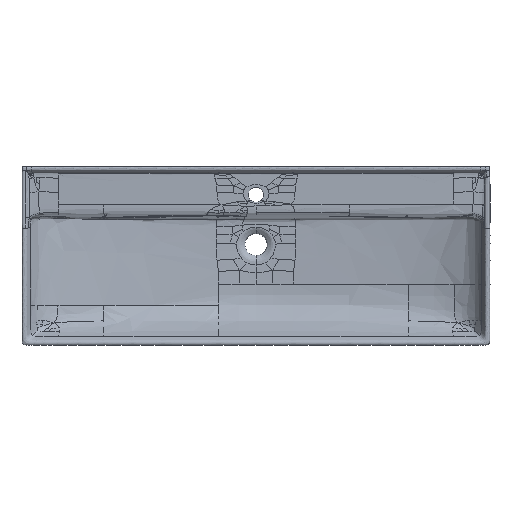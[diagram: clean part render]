
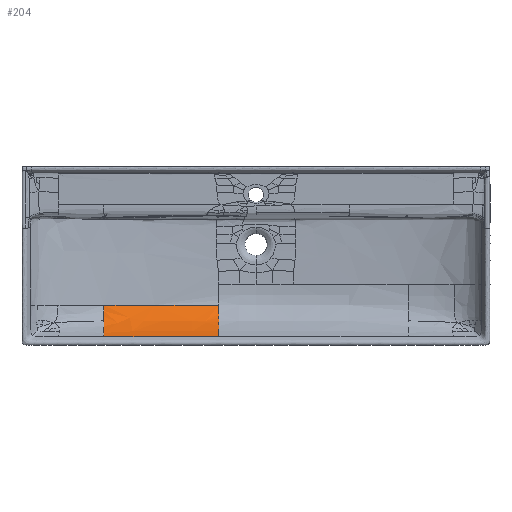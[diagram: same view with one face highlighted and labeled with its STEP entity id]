
A CAD part, top view. The second image highlights one B-rep face of the part: STEP entity #204.
In plain terms, the highlighted free-form (B-spline) face has degree [3, 3] with [7, 9] control points.
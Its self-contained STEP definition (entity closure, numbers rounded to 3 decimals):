
#204=ADVANCED_FACE('',(#452),#3898,.T.);
#452=FACE_OUTER_BOUND('',#700,.T.);
#700=EDGE_LOOP('',(#1698,#1699,#1700,#1701,#1702));
#1698=ORIENTED_EDGE('',*,*,#2249,.F.);
#1699=ORIENTED_EDGE('',*,*,#2140,.F.);
#1700=ORIENTED_EDGE('',*,*,#2120,.T.);
#1701=ORIENTED_EDGE('',*,*,#2119,.T.);
#1702=ORIENTED_EDGE('',*,*,#2122,.T.);
#2119=EDGE_CURVE('',#3444,#3443,#2762,.T.);
#2120=EDGE_CURVE('',#3660,#3444,#2763,.T.);
#2122=EDGE_CURVE('',#3443,#3646,#2765,.T.);
#2140=EDGE_CURVE('',#3660,#3645,#2783,.T.);
#2249=EDGE_CURVE('',#3645,#3646,#2892,.T.);
#2762=B_SPLINE_CURVE_WITH_KNOTS('',3,(#31798,#31799,#31800,#31801,#31802,
#31803,#31804,#31805,#31806),.UNSPECIFIED.,.F.,.F.,(4,1,1,1,1,1,4),(0.,
0.5,1.,1.25,1.5,1.75,2.),.UNSPECIFIED.);
#2763=B_SPLINE_CURVE_WITH_KNOTS('',3,(#31807,#31808,#31809,#31810,#31811,
#31812,#31813,#31814,#31815,#31816,#31817),.UNSPECIFIED.,.F.,.F.,(4,1,1,
1,3,1,4),(-1.,-0.917,-0.833,-0.75,-0.667,
-0.333,0.),.UNSPECIFIED.);
#2765=B_SPLINE_CURVE_WITH_KNOTS('',3,(#31827,#31828,#31829,#31830,#31831,
#31832,#31833),.UNSPECIFIED.,.F.,.F.,(4,1,1,1,4),(0.,0.25,0.5,0.75,1.),
 .UNSPECIFIED.);
#2783=B_SPLINE_CURVE_WITH_KNOTS('',3,(#31959,#31960,#31961,#31962,#31963,
#31964,#31965,#31966,#31967),.UNSPECIFIED.,.F.,.F.,(4,1,1,1,1,1,4),(0.,
0.167,0.333,0.5,0.667,0.833,
1.),.UNSPECIFIED.);
#2892=B_SPLINE_CURVE_WITH_KNOTS('',3,(#32825,#32826,#32827,#32828,#32829,
#32830,#32831,#32832),.UNSPECIFIED.,.F.,.F.,(4,3,1,4),(0.,0.333,
0.667,1.),.UNSPECIFIED.);
#3443=VERTEX_POINT('',#30782);
#3444=VERTEX_POINT('',#30783);
#3645=VERTEX_POINT('',#30984);
#3646=VERTEX_POINT('',#30985);
#3660=VERTEX_POINT('',#30999);
#3898=B_SPLINE_SURFACE_WITH_KNOTS('',3,3,((#21368,#21369,#21370,#21371,
#21372,#21373,#21374,#21375,#21376),(#21377,#21378,#21379,#21380,#21381,
#21382,#21383,#21384,#21385),(#21386,#21387,#21388,#21389,#21390,#21391,
#21392,#21393,#21394),(#21395,#21396,#21397,#21398,#21399,#21400,#21401,
#21402,#21403),(#21404,#21405,#21406,#21407,#21408,#21409,#21410,#21411,
#21412),(#21413,#21414,#21415,#21416,#21417,#21418,#21419,#21420,#21421),
(#21422,#21423,#21424,#21425,#21426,#21427,#21428,#21429,#21430)),
 .UNSPECIFIED.,.F.,.F.,.F.,(4,1,1,1,4),(4,1,1,1,1,1,4),(-2.,-1.,0.,1.,2.),
(-2.,-1.,0.,1.,2.,3.,4.),.UNSPECIFIED.);
#21368=CARTESIAN_POINT('',(-325.248,-363.446,144.287));
#21369=CARTESIAN_POINT('',(-325.248,-362.225,141.986));
#21370=CARTESIAN_POINT('',(-325.248,-359.28,136.091));
#21371=CARTESIAN_POINT('',(-325.249,-352.59,124.183));
#21372=CARTESIAN_POINT('',(-325.252,-342.862,110.021));
#21373=CARTESIAN_POINT('',(-325.255,-330.209,96.407));
#21374=CARTESIAN_POINT('',(-325.257,-314.742,86.145));
#21375=CARTESIAN_POINT('',(-325.256,-302.673,81.804));
#21376=CARTESIAN_POINT('',(-325.256,-296.229,80.326));
#21377=CARTESIAN_POINT('',(-305.673,-363.445,144.287));
#21378=CARTESIAN_POINT('',(-305.673,-362.224,141.986));
#21379=CARTESIAN_POINT('',(-305.673,-359.278,136.091));
#21380=CARTESIAN_POINT('',(-305.673,-352.562,124.025));
#21381=CARTESIAN_POINT('',(-305.675,-342.756,109.387));
#21382=CARTESIAN_POINT('',(-305.677,-330.032,95.11));
#21383=CARTESIAN_POINT('',(-305.677,-314.559,84.127));
#21384=CARTESIAN_POINT('',(-305.677,-302.509,79.405));
#21385=CARTESIAN_POINT('',(-305.677,-296.074,77.795));
#21386=CARTESIAN_POINT('',(-264.412,-363.445,144.287));
#21387=CARTESIAN_POINT('',(-264.412,-362.222,141.986));
#21388=CARTESIAN_POINT('',(-264.412,-359.276,136.091));
#21389=CARTESIAN_POINT('',(-264.412,-352.533,123.718));
#21390=CARTESIAN_POINT('',(-264.412,-342.65,108.161));
#21391=CARTESIAN_POINT('',(-264.412,-329.855,92.657));
#21392=CARTESIAN_POINT('',(-264.412,-314.376,80.444));
#21393=CARTESIAN_POINT('',(-264.412,-302.344,75.101));
#21394=CARTESIAN_POINT('',(-264.412,-295.919,73.28));
#21395=CARTESIAN_POINT('',(-199.449,-363.444,144.287));
#21396=CARTESIAN_POINT('',(-199.449,-362.222,141.986));
#21397=CARTESIAN_POINT('',(-199.449,-359.275,136.091));
#21398=CARTESIAN_POINT('',(-199.449,-352.532,123.348));
#21399=CARTESIAN_POINT('',(-199.449,-342.649,106.678));
#21400=CARTESIAN_POINT('',(-199.449,-329.855,89.74));
#21401=CARTESIAN_POINT('',(-199.449,-314.375,76.192));
#21402=CARTESIAN_POINT('',(-199.449,-302.344,70.203));
#21403=CARTESIAN_POINT('',(-199.449,-295.919,68.165));
#21404=CARTESIAN_POINT('',(-134.677,-363.444,144.287));
#21405=CARTESIAN_POINT('',(-134.677,-362.221,141.986));
#21406=CARTESIAN_POINT('',(-134.677,-359.274,136.091));
#21407=CARTESIAN_POINT('',(-134.677,-352.531,123.123));
#21408=CARTESIAN_POINT('',(-134.677,-342.649,105.781));
#21409=CARTESIAN_POINT('',(-134.677,-329.855,87.925));
#21410=CARTESIAN_POINT('',(-134.677,-314.375,73.419));
#21411=CARTESIAN_POINT('',(-134.677,-302.344,66.937));
#21412=CARTESIAN_POINT('',(-134.677,-295.919,64.733));
#21413=CARTESIAN_POINT('',(-96.505,-363.443,144.287));
#21414=CARTESIAN_POINT('',(-96.505,-362.221,141.986));
#21415=CARTESIAN_POINT('',(-96.505,-359.274,136.091));
#21416=CARTESIAN_POINT('',(-96.505,-352.53,123.028));
#21417=CARTESIAN_POINT('',(-96.505,-342.648,105.401));
#21418=CARTESIAN_POINT('',(-96.505,-329.854,87.144));
#21419=CARTESIAN_POINT('',(-96.505,-314.375,72.191));
#21420=CARTESIAN_POINT('',(-96.505,-302.344,65.472));
#21421=CARTESIAN_POINT('',(-96.505,-295.919,63.186));
#21422=CARTESIAN_POINT('',(-79.892,-363.443,144.287));
#21423=CARTESIAN_POINT('',(-79.892,-362.221,141.986));
#21424=CARTESIAN_POINT('',(-79.892,-359.273,136.091));
#21425=CARTESIAN_POINT('',(-79.892,-352.53,122.984));
#21426=CARTESIAN_POINT('',(-79.892,-342.648,105.223));
#21427=CARTESIAN_POINT('',(-79.892,-329.854,86.783));
#21428=CARTESIAN_POINT('',(-79.892,-314.375,71.641));
#21429=CARTESIAN_POINT('',(-79.892,-302.344,64.823));
#21430=CARTESIAN_POINT('',(-79.892,-295.919,62.503));
#30782=CARTESIAN_POINT('',(-325.255,-329.74,96.965));
#30783=CARTESIAN_POINT('',(-325.256,-296.229,80.326));
#30984=CARTESIAN_POINT('',(-79.892,-363.443,144.287));
#30985=CARTESIAN_POINT('',(-325.248,-363.446,144.287));
#30999=CARTESIAN_POINT('',(-79.892,-295.919,62.503));
#31798=CARTESIAN_POINT('',(-325.256,-296.229,80.326));
#31799=CARTESIAN_POINT('',(-325.256,-299.451,81.065));
#31800=CARTESIAN_POINT('',(-325.256,-305.69,82.89));
#31801=CARTESIAN_POINT('',(-325.256,-312.959,85.993));
#31802=CARTESIAN_POINT('',(-325.256,-318.444,88.945));
#31803=CARTESIAN_POINT('',(-325.256,-322.39,91.387));
#31804=CARTESIAN_POINT('',(-325.256,-326.166,94.051));
#31805=CARTESIAN_POINT('',(-325.255,-328.568,95.971));
#31806=CARTESIAN_POINT('',(-325.255,-329.74,96.965));
#31807=CARTESIAN_POINT('',(-79.892,-295.919,62.503));
#31808=CARTESIAN_POINT('',(-88.199,-295.919,62.845));
#31809=CARTESIAN_POINT('',(-106.048,-295.919,63.573));
#31810=CARTESIAN_POINT('',(-135.616,-295.919,64.872));
#31811=CARTESIAN_POINT('',(-167.063,-295.919,66.449));
#31812=CARTESIAN_POINT('',(-188.67,-295.919,67.733));
#31813=CARTESIAN_POINT('',(-199.481,-295.919,68.446));
#31814=CARTESIAN_POINT('',(-221.103,-295.919,69.87));
#31815=CARTESIAN_POINT('',(-264.412,-295.919,73.28));
#31816=CARTESIAN_POINT('',(-305.677,-296.074,77.795));
#31817=CARTESIAN_POINT('',(-325.256,-296.229,80.326));
#31827=CARTESIAN_POINT('',(-325.255,-329.74,96.965));
#31828=CARTESIAN_POINT('',(-325.254,-334.427,100.945));
#31829=CARTESIAN_POINT('',(-325.252,-342.862,110.021));
#31830=CARTESIAN_POINT('',(-325.249,-352.59,124.183));
#31831=CARTESIAN_POINT('',(-325.248,-359.28,136.091));
#31832=CARTESIAN_POINT('',(-325.248,-362.225,141.986));
#31833=CARTESIAN_POINT('',(-325.248,-363.446,144.287));
#31959=CARTESIAN_POINT('',(-79.892,-295.919,62.503));
#31960=CARTESIAN_POINT('',(-79.892,-302.344,64.823));
#31961=CARTESIAN_POINT('',(-79.892,-314.375,71.641));
#31962=CARTESIAN_POINT('',(-79.892,-329.854,86.783));
#31963=CARTESIAN_POINT('',(-79.892,-342.648,105.223));
#31964=CARTESIAN_POINT('',(-79.892,-352.53,122.984));
#31965=CARTESIAN_POINT('',(-79.892,-359.273,136.091));
#31966=CARTESIAN_POINT('',(-79.892,-362.221,141.986));
#31967=CARTESIAN_POINT('',(-79.892,-363.443,144.287));
#32825=CARTESIAN_POINT('',(-79.892,-363.443,144.287));
#32826=CARTESIAN_POINT('',(-113.118,-363.443,144.287));
#32827=CARTESIAN_POINT('',(-156.236,-363.444,144.287));
#32828=CARTESIAN_POINT('',(-199.481,-363.444,144.287));
#32829=CARTESIAN_POINT('',(-221.103,-363.444,144.287));
#32830=CARTESIAN_POINT('',(-264.412,-363.445,144.287));
#32831=CARTESIAN_POINT('',(-305.673,-363.445,144.287));
#32832=CARTESIAN_POINT('',(-325.248,-363.446,144.287));
